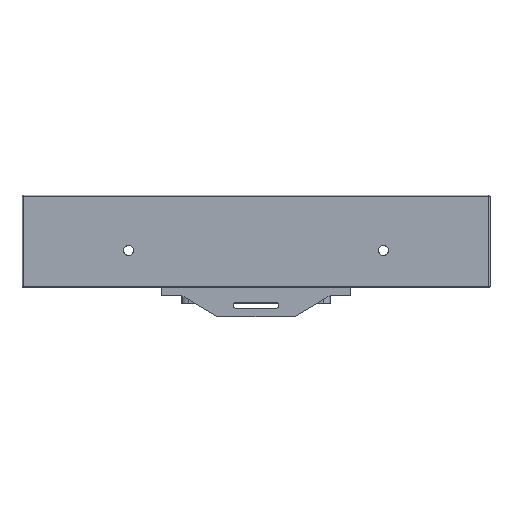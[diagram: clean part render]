
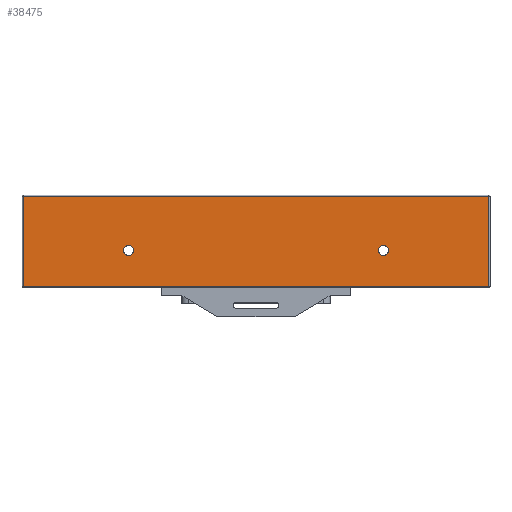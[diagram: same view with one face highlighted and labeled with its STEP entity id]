
A CAD part, front view. The second image highlights one B-rep face of the part: STEP entity #38475.
In plain terms, the highlighted planar face has unit normal (0, -1, 0).
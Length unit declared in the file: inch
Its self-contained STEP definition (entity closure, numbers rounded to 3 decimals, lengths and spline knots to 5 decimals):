
#3352 = VERTEX_POINT ( 'NONE', #30430 ) ;
#3353 = EDGE_CURVE ( 'NONE', #3371, #3460, #30429, .T. ) ;
#3371 = VERTEX_POINT ( 'NONE', #30475 ) ;
#3455 = EDGE_CURVE ( 'NONE', #3352, #3458, #30581, .T. ) ;
#3458 = VERTEX_POINT ( 'NONE', #30618 ) ;
#3460 = VERTEX_POINT ( 'NONE', #30617 ) ;
#13284 = CARTESIAN_POINT ( 'NONE',  ( 3.955, 0., -0.02 ) ) ;
#13285 = CARTESIAN_POINT ( 'NONE',  ( 3.955, 0., -1.55 ) ) ;
#13286 = DIRECTION ( 'NONE',  ( 0., 0., 1. ) ) ;
#13287 = VECTOR ( 'NONE', #13286, 39.37008 ) ;
#13288 = CARTESIAN_POINT ( 'NONE',  ( 3.955, 0., -1.57 ) ) ;
#13289 = LINE ( 'NONE', #13288, #13287 ) ;
#13390 = DIRECTION ( 'NONE',  ( 1., 0., 0. ) ) ;
#13391 = VECTOR ( 'NONE', #13390, 39.37008 ) ;
#13392 = CARTESIAN_POINT ( 'NONE',  ( 3.955, 0., -1.55 ) ) ;
#13393 = LINE ( 'NONE', #13392, #13391 ) ;
#13394 = CARTESIAN_POINT ( 'NONE',  ( -3.955, 0., -0.02 ) ) ;
#13395 = CARTESIAN_POINT ( 'NONE',  ( -3.955, 0., -1.55 ) ) ;
#13396 = DIRECTION ( 'NONE',  ( 0., 0., 1. ) ) ;
#13397 = VECTOR ( 'NONE', #13396, 39.37008 ) ;
#13398 = CARTESIAN_POINT ( 'NONE',  ( -3.955, 0., -1.57 ) ) ;
#13399 = LINE ( 'NONE', #13398, #13397 ) ;
#13405 = DIRECTION ( 'NONE',  ( -1., 0., 0. ) ) ;
#13406 = VECTOR ( 'NONE', #13405, 39.37008 ) ;
#13407 = CARTESIAN_POINT ( 'NONE',  ( -3.955, 0., -0.02 ) ) ;
#13408 = LINE ( 'NONE', #13407, #13406 ) ;
#13427 = DIRECTION ( 'NONE',  ( 0., 0., -1. ) ) ;
#13428 = DIRECTION ( 'NONE',  ( 0., -1., 0. ) ) ;
#13429 = CARTESIAN_POINT ( 'NONE',  ( -3.955, 0., -1.57 ) ) ;
#13430 = AXIS2_PLACEMENT_3D ( 'NONE', #13429, #13428, #13427 ) ;
#13432 = PLANE ( 'NONE',  #13430 ) ;
#13433 = FACE_OUTER_BOUND ( 'NONE', #38456, .T. ) ;
#13434 = FACE_BOUND ( 'NONE', #38539, .T. ) ;
#13435 = FACE_BOUND ( 'NONE', #38476, .T. ) ;
#24462 = DIRECTION ( 'NONE',  ( 0., 0., 1. ) ) ;
#24463 = DIRECTION ( 'NONE',  ( 0., 1., 0. ) ) ;
#24464 = CARTESIAN_POINT ( 'NONE',  ( -2.165, 0., -0.94 ) ) ;
#24465 = AXIS2_PLACEMENT_3D ( 'NONE', #24464, #24463, #24462 ) ;
#24466 = CIRCLE ( 'NONE', #24465, 0.085 ) ;
#24651 = DIRECTION ( 'NONE',  ( 0., 0., 1. ) ) ;
#24652 = DIRECTION ( 'NONE',  ( 0., 1., 0. ) ) ;
#24653 = CARTESIAN_POINT ( 'NONE',  ( 2.165, 0., -0.94 ) ) ;
#24654 = AXIS2_PLACEMENT_3D ( 'NONE', #24653, #24652, #24651 ) ;
#24655 = CIRCLE ( 'NONE', #24654, 0.085 ) ;
#30425 = DIRECTION ( 'NONE',  ( 0., 0., 1. ) ) ;
#30426 = DIRECTION ( 'NONE',  ( 0., 1., 0. ) ) ;
#30427 = CARTESIAN_POINT ( 'NONE',  ( -2.165, 0., -0.94 ) ) ;
#30428 = AXIS2_PLACEMENT_3D ( 'NONE', #30427, #30426, #30425 ) ;
#30429 = CIRCLE ( 'NONE', #30428, 0.085 ) ;
#30430 = CARTESIAN_POINT ( 'NONE',  ( 2.165, 0., -1.025 ) ) ;
#30475 = CARTESIAN_POINT ( 'NONE',  ( -2.165, 0., -1.025 ) ) ;
#30518 = CARTESIAN_POINT ( 'NONE',  ( 2.165, 0., -0.94 ) ) ;
#30577 = DIRECTION ( 'NONE',  ( 0., 0., 1. ) ) ;
#30579 = DIRECTION ( 'NONE',  ( 0., 1., 0. ) ) ;
#30580 = AXIS2_PLACEMENT_3D ( 'NONE', #30518, #30579, #30577 ) ;
#30581 = CIRCLE ( 'NONE', #30580, 0.085 ) ;
#30617 = CARTESIAN_POINT ( 'NONE',  ( -2.165, 0., -0.855 ) ) ;
#30618 = CARTESIAN_POINT ( 'NONE',  ( 2.165, 0., -0.855 ) ) ;
#38413 = EDGE_CURVE ( 'NONE', #38414, #38415, #13289, .T. ) ;
#38414 = VERTEX_POINT ( 'NONE', #13285 ) ;
#38415 = VERTEX_POINT ( 'NONE', #13284 ) ;
#38454 = ORIENTED_EDGE ( 'NONE', *, *, #41320, .T. ) ;
#38455 = ORIENTED_EDGE ( 'NONE', *, *, #3353, .T. ) ;
#38456 = EDGE_LOOP ( 'NONE', ( #38458, #38462, #38488, #38489 ) ) ;
#38458 = ORIENTED_EDGE ( 'NONE', *, *, #38459, .F. ) ;
#38459 = EDGE_CURVE ( 'NONE', #38460, #38461, #13399, .T. ) ;
#38460 = VERTEX_POINT ( 'NONE', #13395 ) ;
#38461 = VERTEX_POINT ( 'NONE', #13394 ) ;
#38462 = ORIENTED_EDGE ( 'NONE', *, *, #38464, .T. ) ;
#38464 = EDGE_CURVE ( 'NONE', #38460, #38414, #13393, .T. ) ;
#38475 = ADVANCED_FACE ( 'NONE', ( #13435, #13434, #13433 ), #13432, .T. ) ;
#38476 = EDGE_LOOP ( 'NONE', ( #38537, #38538 ) ) ;
#38488 = ORIENTED_EDGE ( 'NONE', *, *, #38413, .T. ) ;
#38489 = ORIENTED_EDGE ( 'NONE', *, *, #38490, .T. ) ;
#38490 = EDGE_CURVE ( 'NONE', #38415, #38461, #13408, .T. ) ;
#38537 = ORIENTED_EDGE ( 'NONE', *, *, #41379, .T. ) ;
#38538 = ORIENTED_EDGE ( 'NONE', *, *, #3455, .T. ) ;
#38539 = EDGE_LOOP ( 'NONE', ( #38454, #38455 ) ) ;
#41320 = EDGE_CURVE ( 'NONE', #3460, #3371, #24466, .T. ) ;
#41379 = EDGE_CURVE ( 'NONE', #3458, #3352, #24655, .T. ) ;
